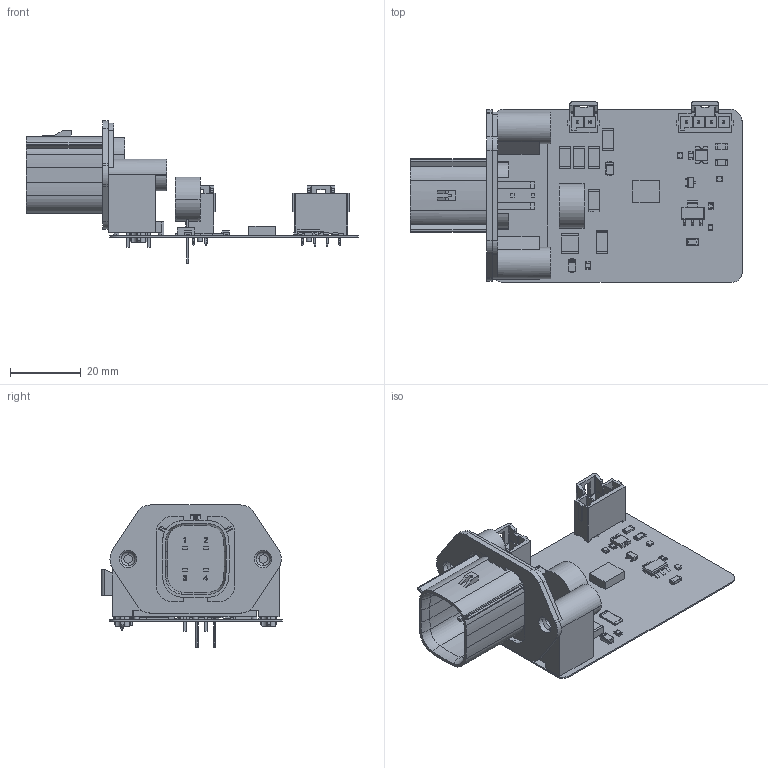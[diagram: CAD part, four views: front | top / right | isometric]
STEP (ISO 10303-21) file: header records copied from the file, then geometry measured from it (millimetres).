
FILE_DESCRIPTION(('Open CASCADE Model'),'2;1');
FILE_NAME('Open CASCADE Shape Model','2017-05-07T14:58:26',('Author'),( 'Open CASCADE'),'Open CASCADE STEP processor 6.8','Open CASCADE 6.8' ,'Unknown');
FILE_SCHEMA(('AUTOMOTIVE_DESIGN { 1 0 10303 214 1 1 1 1 }'));
Length unit declared in the file: millimetre
Products named in the file (65): PCB; Board; R10; RES2512; R9; R8; R7; R4; D4; SOD-123FL; J27; 1722861102_RGB1052688; Open CASCADE STEP translator 6.8 1.8.1.1; Open CASCADE STEP translator 6.8 1.8.1.2; C1; CAPC-1206-T0.95-BN; Open CASCADE STEP translator 6.8 1.9.1.1; Open CASCADE STEP translator 6.8 1.9.1.2; C2; CAP2220; D1; BL-LS0805UWC; D2; D3; D5; F1; Resistor1206; F3; User_Library-Fuse_1812; J3; 1722861104_RGB1052688; Open CASCADE STEP translator 6.8 1.17.1.1; Open CASCADE STEP translator 6.8 1.17.1.2; Q1; SOT223-3; Q2; 1102803584; Extruded; Q3; SOT23-3 ...
Assembly tree (78 placements, depth 4):
  PCB
    Board
    R10
      RES2512
    R9
      RES2512
    R8
      RES2512
    R7
      RES2512
    R4
      RES2512
    D4
      SOD-123FL
    J27
      1722861102_RGB1052688
        Open CASCADE STEP translator 6.8 1.8.1.1
        Open CASCADE STEP translator 6.8 1.8.1.2
    C1
      CAPC-1206-T0.95-BN
        Open CASCADE STEP translator 6.8 1.9.1.1
        Open CASCADE STEP translator 6.8 1.9.1.2
    C2
      CAP2220
    D1
      BL-LS0805UWC
      BL-LS0805UWC
      BL-LS0805UWC
    D2
      BL-LS0805UWC
      BL-LS0805UWC
      BL-LS0805UWC
    D3
      SOD-123FL
    D5
      BL-LS0805UWC
      BL-LS0805UWC
      BL-LS0805UWC
    F1
      Resistor1206
      Resistor1206
      Resistor1206
    F3
      User_Library-Fuse_1812
    J3
      1722861104_RGB1052688
        Open CASCADE STEP translator 6.8 1.17.1.1
        Open CASCADE STEP translator 6.8 1.17.1.2
    Q1
      SOT223-3
      SOT223-3
      SOT223-3
      SOT223-3
      SOT223-3
    Q2
      1102803584
        Extruded
    Q3
      SOT23-3
    R1
Bounding box: 93.56 x 50.9 x 40.05 mm (x, y, z)
Volume: 15450.8 mm3; surface area: 22530.1 mm2
Topology: 67 solids, 70 shells, 1867 faces, 4899 edges, 3267 vertices
Faces by surface type: plane 1315, cylinder 372, bspline 123, sphere 16, extrusion 15, torus 14, cone 12
Full cylindrical faces by diameter (mm): 0.889 x2, 1.02 x6, 1.727 x4
Entity records: 57672 total; most frequent: CARTESIAN_POINT 12053, ORIENTED_EDGE 8074, DIRECTION 7566, EDGE_CURVE 4045, VECTOR 2970, LINE 2955, VERTEX_POINT 2631, AXIS2_PLACEMENT_3D 2298
